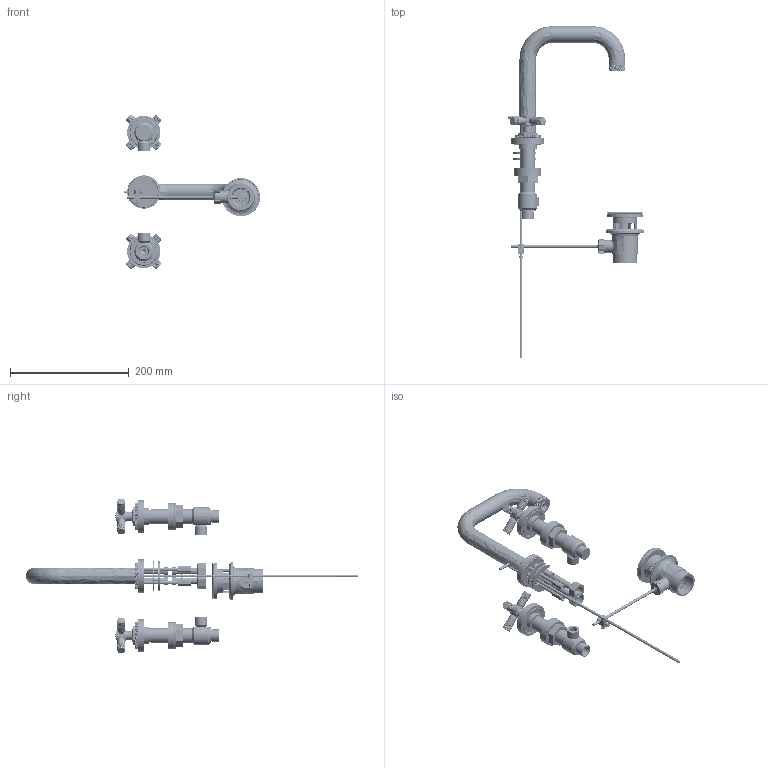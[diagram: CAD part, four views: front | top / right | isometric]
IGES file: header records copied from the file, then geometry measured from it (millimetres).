
Global section: file name: V7K15XK; native system: Autodesk Inventor 2018; preprocessor: unknown; author: clarkin; date: 20171004.153740; units: millimetre
Bounding box: 228.91 x 558.2 x 260.07 mm (x, y, z)
Volume: 508763.3 mm3; surface area: 313351.1 mm2
Topology: 85 solids, 85 shells, 31533 faces, 68420 edges, 37244 vertices
Faces by surface type: bspline 31533
